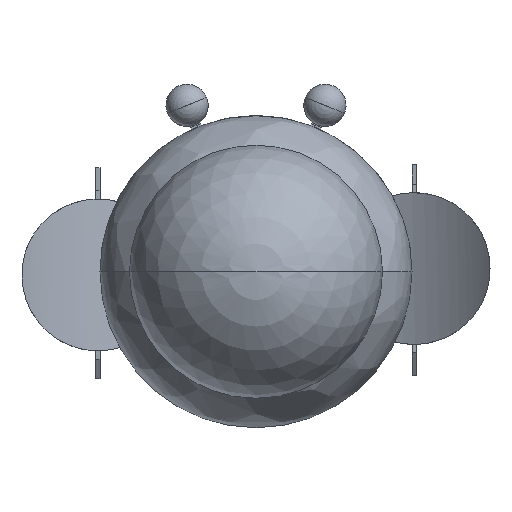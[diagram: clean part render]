
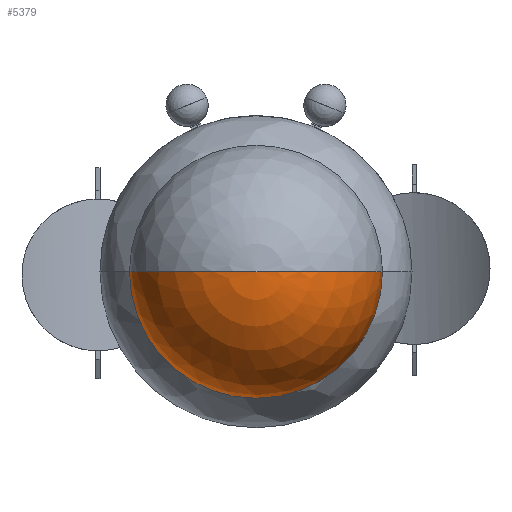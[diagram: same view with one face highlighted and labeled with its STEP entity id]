
A CAD part, left-side view. The second image highlights one B-rep face of the part: STEP entity #5379.
In plain terms, the highlighted spherical face has radius 60 mm.
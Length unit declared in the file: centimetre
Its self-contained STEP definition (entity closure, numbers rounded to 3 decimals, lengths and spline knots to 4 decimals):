
#5290=CARTESIAN_POINT('',(0.,0.,0.));
#5291=DIRECTION('',(0.,1.,0.));
#5292=DIRECTION('',(1.,0.,0.));
#5293=AXIS2_PLACEMENT_3D('',#5290,#5291,#5292);
#5298=CARTESIAN_POINT('',(0.,0.,0.));
#5299=DIRECTION('',(0.,0.,1.));
#5300=DIRECTION('',(1.,0.,0.));
#5301=AXIS2_PLACEMENT_3D('',#5298,#5299,#5300);
#5314=CARTESIAN_POINT('',(0.,0.,0.));
#5315=DIRECTION('',(0.,0.,-1.));
#5316=DIRECTION('',(-1.,0.,0.));
#5317=AXIS2_PLACEMENT_3D('',#5314,#5315,#5316);
#5354=CARTESIAN_POINT('',(6.,0.,0.));
#5355=CARTESIAN_POINT('',(0.,6.,0.));
#5356=VERTEX_POINT('',#5354);
#5357=VERTEX_POINT('',#5355);
#5358=CARTESIAN_POINT('',(-6.,0.,0.));
#5359=VERTEX_POINT('',#5358);
#5366=CARTESIAN_POINT('',(0.,0.,0.));
#5367=DIRECTION('',(0.,1.,0.));
#5368=DIRECTION('',(1.,0.,0.));
#5369=AXIS2_PLACEMENT_3D('',#5366,#5367,#5368);
#5370=SPHERICAL_SURFACE('',#5369,6.);
#5372=ORIENTED_EDGE('',*,*,#5371,.T.);
#5374=ORIENTED_EDGE('',*,*,#5373,.F.);
#5376=ORIENTED_EDGE('',*,*,#5375,.F.);
#5377=EDGE_LOOP('',(#5372,#5374,#5376));
#5378=FACE_OUTER_BOUND('',#5377,.F.);
#5379=ADVANCED_FACE('',(#5378),#5370,.T.);
#5294=CIRCLE('',#5293,6.);
#5302=CIRCLE('',#5301,6.);
#5318=CIRCLE('',#5317,6.);
#5371=EDGE_CURVE('',#5356,#5357,#5302,.T.);
#5373=EDGE_CURVE('',#5359,#5357,#5318,.T.);
#5375=EDGE_CURVE('',#5356,#5359,#5294,.T.);
